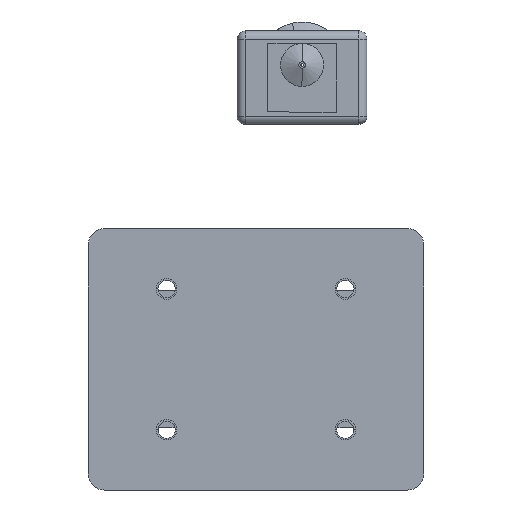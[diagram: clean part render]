
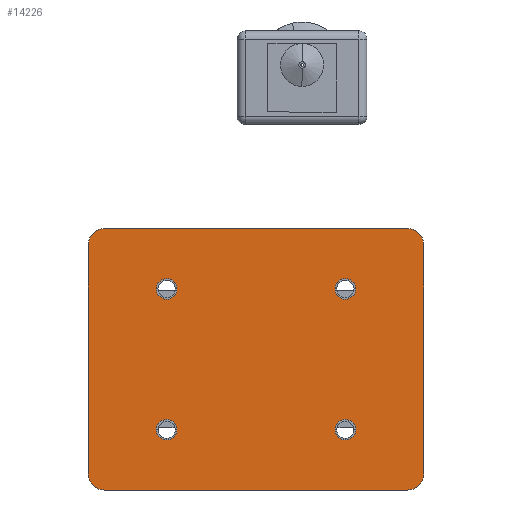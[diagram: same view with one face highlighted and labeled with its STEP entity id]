
A CAD part, front view. The second image highlights one B-rep face of the part: STEP entity #14226.
In plain terms, the highlighted planar face has unit normal (0, -1, 0).
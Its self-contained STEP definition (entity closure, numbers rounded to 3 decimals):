
#686=FACE_BOUND('',#2092,.T.);
#687=FACE_BOUND('',#2093,.T.);
#688=FACE_BOUND('',#2094,.T.);
#689=FACE_BOUND('',#2095,.T.);
#847=PLANE('',#15230);
#1247=FACE_OUTER_BOUND('',#2091,.T.);
#2091=EDGE_LOOP('',(#10148,#10149,#10150,#10151,#10152,#10153,#10154,#10155));
#2092=EDGE_LOOP('',(#10156));
#2093=EDGE_LOOP('',(#10157));
#2094=EDGE_LOOP('',(#10158));
#2095=EDGE_LOOP('',(#10159));
#3082=LINE('',#21928,#4268);
#3083=LINE('',#21932,#4269);
#3084=LINE('',#21936,#4270);
#3085=LINE('',#21939,#4271);
#4268=VECTOR('',#17099,10.);
#4269=VECTOR('',#17102,10.);
#4270=VECTOR('',#17105,10.);
#4271=VECTOR('',#17108,10.);
#5462=CIRCLE('',#15231,3.);
#5463=CIRCLE('',#15232,3.);
#5464=CIRCLE('',#15233,3.);
#5465=CIRCLE('',#15234,3.);
#5466=CIRCLE('',#15235,1.9);
#5467=CIRCLE('',#15236,1.9);
#5468=CIRCLE('',#15237,1.9);
#5469=CIRCLE('',#15238,1.9);
#6423=VERTEX_POINT('',#21924);
#6424=VERTEX_POINT('',#21925);
#6425=VERTEX_POINT('',#21927);
#6426=VERTEX_POINT('',#21929);
#6427=VERTEX_POINT('',#21931);
#6428=VERTEX_POINT('',#21933);
#6429=VERTEX_POINT('',#21935);
#6430=VERTEX_POINT('',#21937);
#6431=VERTEX_POINT('',#21940);
#6432=VERTEX_POINT('',#21942);
#6433=VERTEX_POINT('',#21944);
#6434=VERTEX_POINT('',#21946);
#7971=EDGE_CURVE('',#6423,#6424,#5462,.T.);
#7972=EDGE_CURVE('',#6424,#6425,#3082,.T.);
#7973=EDGE_CURVE('',#6425,#6426,#5463,.T.);
#7974=EDGE_CURVE('',#6426,#6427,#3083,.T.);
#7975=EDGE_CURVE('',#6427,#6428,#5464,.T.);
#7976=EDGE_CURVE('',#6428,#6429,#3084,.T.);
#7977=EDGE_CURVE('',#6429,#6430,#5465,.T.);
#7978=EDGE_CURVE('',#6430,#6423,#3085,.T.);
#7979=EDGE_CURVE('',#6431,#6431,#5466,.T.);
#7980=EDGE_CURVE('',#6432,#6432,#5467,.T.);
#7981=EDGE_CURVE('',#6433,#6433,#5468,.T.);
#7982=EDGE_CURVE('',#6434,#6434,#5469,.T.);
#10148=ORIENTED_EDGE('',*,*,#7971,.T.);
#10149=ORIENTED_EDGE('',*,*,#7972,.T.);
#10150=ORIENTED_EDGE('',*,*,#7973,.T.);
#10151=ORIENTED_EDGE('',*,*,#7974,.T.);
#10152=ORIENTED_EDGE('',*,*,#7975,.T.);
#10153=ORIENTED_EDGE('',*,*,#7976,.T.);
#10154=ORIENTED_EDGE('',*,*,#7977,.T.);
#10155=ORIENTED_EDGE('',*,*,#7978,.T.);
#10156=ORIENTED_EDGE('',*,*,#7979,.T.);
#10157=ORIENTED_EDGE('',*,*,#7980,.T.);
#10158=ORIENTED_EDGE('',*,*,#7981,.T.);
#10159=ORIENTED_EDGE('',*,*,#7982,.T.);
#14226=ADVANCED_FACE('',(#1247,#686,#687,#688,#689),#847,.T.);
#15230=AXIS2_PLACEMENT_3D('',#21923,#17095,#17096);
#15231=AXIS2_PLACEMENT_3D('',#21926,#17097,#17098);
#15232=AXIS2_PLACEMENT_3D('',#21930,#17100,#17101);
#15233=AXIS2_PLACEMENT_3D('',#21934,#17103,#17104);
#15234=AXIS2_PLACEMENT_3D('',#21938,#17106,#17107);
#15235=AXIS2_PLACEMENT_3D('',#21941,#17109,#17110);
#15236=AXIS2_PLACEMENT_3D('',#21943,#17111,#17112);
#15237=AXIS2_PLACEMENT_3D('',#21945,#17113,#17114);
#15238=AXIS2_PLACEMENT_3D('',#21947,#17115,#17116);
#17095=DIRECTION('center_axis',(0.,-1.,0.));
#17096=DIRECTION('ref_axis',(0.,0.,-1.));
#17097=DIRECTION('center_axis',(0.,-1.,0.));
#17098=DIRECTION('ref_axis',(-0.707,0.,-0.707));
#17099=DIRECTION('',(1.,0.,0.));
#17100=DIRECTION('center_axis',(0.,-1.,0.));
#17101=DIRECTION('ref_axis',(0.707,0.,-0.707));
#17102=DIRECTION('',(0.,0.,1.));
#17103=DIRECTION('center_axis',(0.,-1.,0.));
#17104=DIRECTION('ref_axis',(0.707,0.,0.707));
#17105=DIRECTION('',(-1.,0.,0.));
#17106=DIRECTION('center_axis',(0.,-1.,0.));
#17107=DIRECTION('ref_axis',(-0.707,0.,0.707));
#17108=DIRECTION('',(0.,0.,-1.));
#17109=DIRECTION('center_axis',(0.,1.,0.));
#17110=DIRECTION('ref_axis',(1.,0.,0.));
#17111=DIRECTION('center_axis',(0.,1.,0.));
#17112=DIRECTION('ref_axis',(1.,0.,0.));
#17113=DIRECTION('center_axis',(0.,1.,0.));
#17114=DIRECTION('ref_axis',(1.,0.,0.));
#17115=DIRECTION('center_axis',(0.,1.,0.));
#17116=DIRECTION('ref_axis',(1.,0.,0.));
#21923=CARTESIAN_POINT('Origin',(-0.018,-52.055,
-2.362));
#21924=CARTESIAN_POINT('',(-47.5,-52.055,-10.5));
#21925=CARTESIAN_POINT('',(-44.5,-52.055,-13.5));
#21926=CARTESIAN_POINT('Origin',(-44.5,-52.055,-10.5));
#21927=CARTESIAN_POINT('',(11.464,-52.055,-13.5));
#21928=CARTESIAN_POINT('',(14.464,-52.055,-13.5));
#21929=CARTESIAN_POINT('',(14.464,-52.055,-10.5));
#21930=CARTESIAN_POINT('Origin',(11.464,-52.055,-10.5));
#21931=CARTESIAN_POINT('',(14.464,-52.055,31.776));
#21932=CARTESIAN_POINT('',(14.464,-52.055,-13.5));
#21933=CARTESIAN_POINT('',(11.464,-52.055,34.776));
#21934=CARTESIAN_POINT('Origin',(11.464,-52.055,31.776));
#21935=CARTESIAN_POINT('',(-44.5,-52.055,34.776));
#21936=CARTESIAN_POINT('',(-47.5,-52.055,34.776));
#21937=CARTESIAN_POINT('',(-47.5,-52.055,31.776));
#21938=CARTESIAN_POINT('Origin',(-44.5,-52.055,31.776));
#21939=CARTESIAN_POINT('',(-47.5,-52.055,-13.5));
#21940=CARTESIAN_POINT('',(-34.918,-52.055,-2.362));
#21941=CARTESIAN_POINT('Origin',(-33.018,-52.055,-2.362));
#21942=CARTESIAN_POINT('',(-34.918,-52.055,23.638));
#21943=CARTESIAN_POINT('Origin',(-33.018,-52.055,23.638));
#21944=CARTESIAN_POINT('',(-1.918,-52.055,23.638));
#21945=CARTESIAN_POINT('Origin',(-0.018,-52.055,23.638));
#21946=CARTESIAN_POINT('',(-1.918,-52.055,-2.362));
#21947=CARTESIAN_POINT('Origin',(-0.018,-52.055,-2.362));
